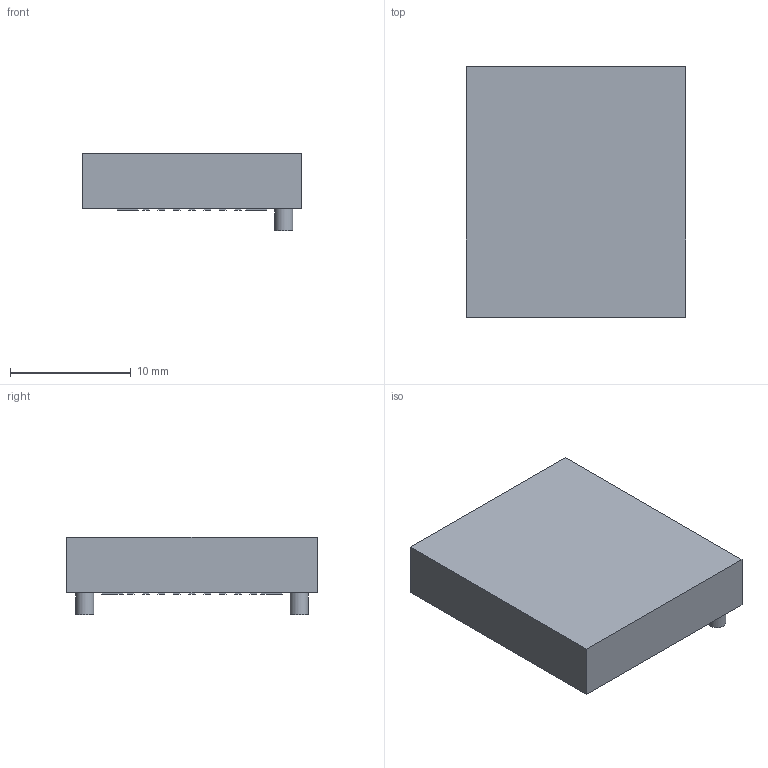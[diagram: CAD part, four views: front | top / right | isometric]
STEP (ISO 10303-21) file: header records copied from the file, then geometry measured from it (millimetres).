
FILE_DESCRIPTION(('FreeCAD Model'),'2;1');
FILE_NAME('2409583.1.1.stp','2021-01-27T12:20:31',( 'Author'),(''),'Open CASCADE STEP processor 6.9','FreeCAD','Unknown' );
FILE_SCHEMA(('AUTOMOTIVE_DESIGN { 1 0 10303 214 1 1 1 1 }'));
Length unit declared in the file: millimetre
Products named in the file (4): ASSEMBLY; Body; Pins; Lugs
Assembly tree (3 placements, depth 2):
  ASSEMBLY
    Body
    Pins
    Lugs
Bounding box: 18.18 x 20.75 x 6.4 mm (x, y, z)
Volume: 1744.8 mm3; surface area: 1215 mm2
Topology: 35 solids, 35 shells, 204 faces, 402 edges, 268 vertices
Faces by surface type: plane 202, cylinder 2
Full cylindrical faces by diameter (mm): 1.5 x2
Entity records: 10672 total; most frequent: CARTESIAN_POINT 1682, DIRECTION 1626, LINE 1198, VECTOR 1198, ORIENTED_EDGE 804, PCURVE 804, DEFINITIONAL_REPRESENTATION 804, EDGE_CURVE 402
